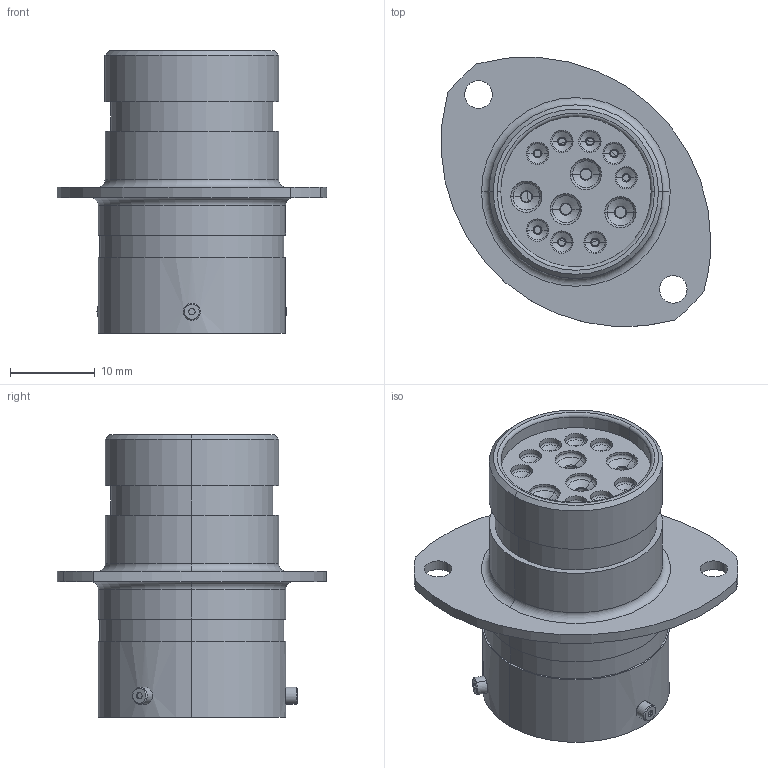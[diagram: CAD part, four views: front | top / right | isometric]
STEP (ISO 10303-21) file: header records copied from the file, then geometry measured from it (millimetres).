
FILE_DESCRIPTION (( 'STEP AP214' ), '1' );
FILE_NAME ('AS014-97PN.STEP', '2017-02-13T10:55:27', ( '' ), ( '' ), 'SwSTEP 2.0', 'SolidWorks 2014', '' );
FILE_SCHEMA (( 'AUTOMOTIVE_DESIGN' ));
Length unit declared in the file: millimetre
Products named in the file (1): AS014-97PN
Bounding box: 31.8 x 31.76 x 33.31 mm (x, y, z)
Volume: 7091.4 mm3; surface area: 7243.5 mm2
Topology: 4 solids, 22 shells, 1395 faces, 3024 edges, 1771 vertices
Faces by surface type: cylinder 431, torus 430, cone 279, plane 243, sphere 12
Entity records: 53225 total; most frequent: DIRECTION 7803, CARTESIAN_POINT 6681, ORIENTED_EDGE 6036, AXIS2_PLACEMENT_3D 3493, EDGE_CURVE 3018, CIRCLE 2097, VERTEX_POINT 1771, EDGE_LOOP 1533
